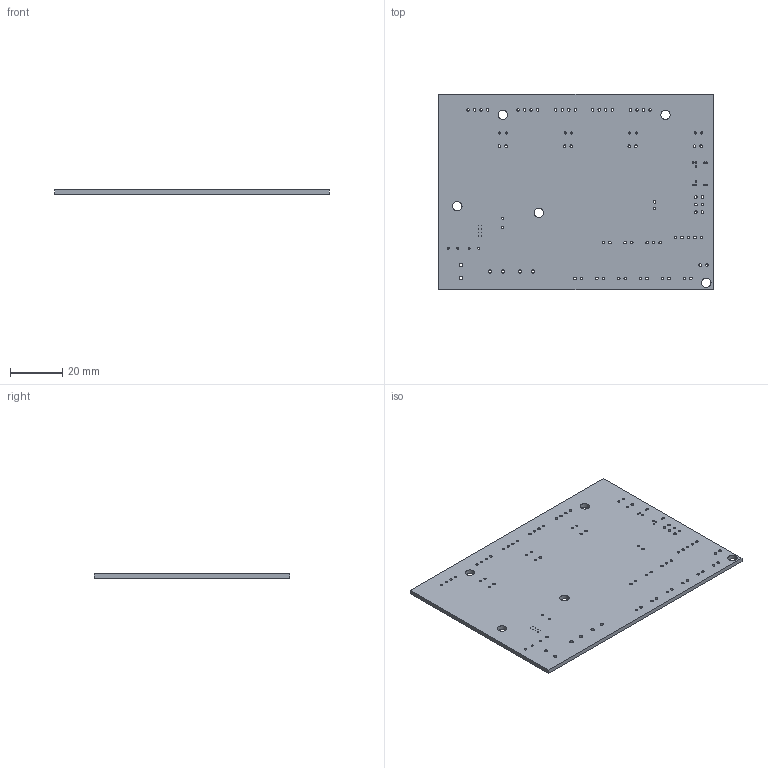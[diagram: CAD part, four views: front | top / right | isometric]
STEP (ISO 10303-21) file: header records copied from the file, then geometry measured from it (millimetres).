
FILE_DESCRIPTION(('KiCad electronic assembly'),'2;1');
FILE_NAME('rp2040-board.step','2022-11-18T22:59:33',('Pcbnew'),('Kicad') ,'Open CASCADE STEP processor 7.6','KiCad to STEP converter','Unknown' );
FILE_SCHEMA(('AUTOMOTIVE_DESIGN { 1 0 10303 214 1 1 1 1 }'));
Length unit declared in the file: millimetre
Products named in the file (2): rp2040-board 1; rp2040-board PCB
Assembly tree (1 placements, depth 2):
  rp2040-board 1
    rp2040-board PCB
Bounding box: 105.3 x 75.1 x 1.6 mm (x, y, z)
Volume: 12467.3 mm3; surface area: 16690.8 mm2
Topology: 1 solids, 1 shells, 111 faces, 327 edges, 218 vertices
Faces by surface type: cylinder 105, plane 6
Full cylindrical faces by diameter (mm): 0.2 x8, 0.61 x8, 0.66 x2, 0.78 x4, 0.8 x10, 0.95 x28, 1 x34, 1.3 x6, 3.6 x5
Entity records: 8549 total; most frequent: DIRECTION 1417, CARTESIAN_POINT 1312, ORIENTED_EDGE 654, PCURVE 654, DEFINITIONAL_REPRESENTATION 654, LINE 561, VECTOR 561, CIRCLE 420
